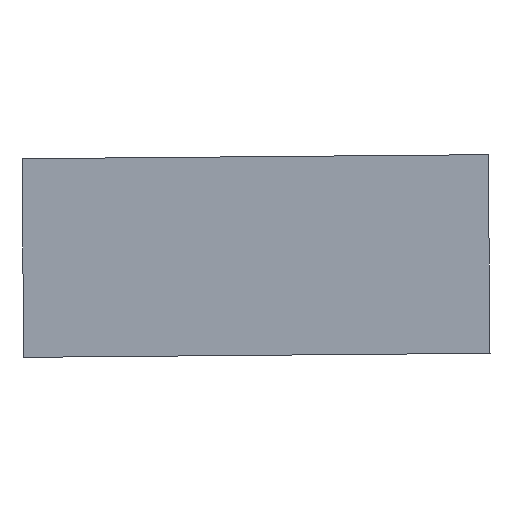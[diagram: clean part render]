
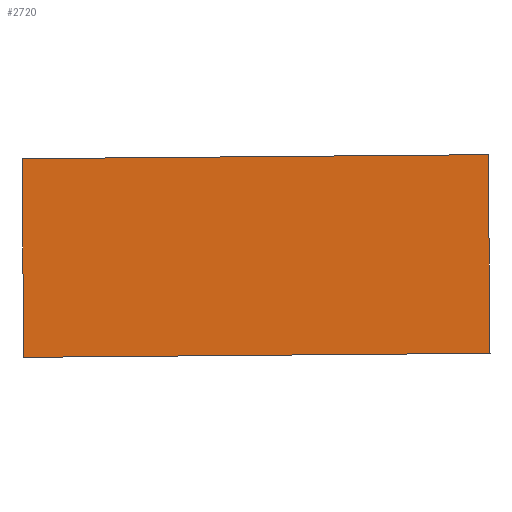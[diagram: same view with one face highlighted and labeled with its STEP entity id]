
A CAD part, left-side view. The second image highlights one B-rep face of the part: STEP entity #2720.
In plain terms, the highlighted planar face has unit normal (-1, 0, 0).
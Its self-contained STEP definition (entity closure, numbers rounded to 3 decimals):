
#287 = LINE ( 'NONE', #3251, #1650 ) ;
#788 = CARTESIAN_POINT ( 'NONE',  ( -18000., 5678.594, -2457.789 ) ) ;
#859 = DIRECTION ( 'NONE',  ( 0., -1., 0.009 ) ) ;
#1072 = CARTESIAN_POINT ( 'NONE',  ( -18000., -19.999, 20.175 ) ) ;
#1138 = DIRECTION ( 'NONE',  ( 0., -1., 0.009 ) ) ;
#1400 = CARTESIAN_POINT ( 'NONE',  ( -18000., 5720.972, 2398.306 ) ) ;
#1533 = EDGE_LOOP ( 'NONE', ( #1880, #3529, #4899, #3508 ) ) ;
#1571 = VECTOR ( 'NONE', #4761, 1000. ) ;
#1650 = VECTOR ( 'NONE', #1745, 1000. ) ;
#1745 = DIRECTION ( 'NONE',  ( 0., 1., -0.009 ) ) ;
#1794 = LINE ( 'NONE', #1400, #1571 ) ;
#1880 = ORIENTED_EDGE ( 'NONE', *, *, #3605, .T. ) ;
#2210 = EDGE_CURVE ( 'NONE', #4273, #3412, #2715, .T. ) ;
#2342 = LINE ( 'NONE', #4575, #4104 ) ;
#2353 = EDGE_CURVE ( 'NONE', #3412, #3212, #2342, .T. ) ;
#2532 = CARTESIAN_POINT ( 'NONE',  ( -18000., -5720.972, -2358.306 ) ) ;
#2715 = LINE ( 'NONE', #788, #4893 ) ;
#2720 = ADVANCED_FACE ( 'NONE', ( #2993 ), #4508, .T. ) ;
#2993 = FACE_OUTER_BOUND ( 'NONE', #1533, .T. ) ;
#3017 = DIRECTION ( 'NONE',  ( -1., 0., 0. ) ) ;
#3212 = VERTEX_POINT ( 'NONE', #3938 ) ;
#3251 = CARTESIAN_POINT ( 'NONE',  ( -18000., 5720.972, 2398.306 ) ) ;
#3412 = VERTEX_POINT ( 'NONE', #2532 ) ;
#3447 = EDGE_CURVE ( 'NONE', #3212, #4576, #287, .T. ) ;
#3476 = CARTESIAN_POINT ( 'NONE',  ( -18000., 5720.972, 2398.306 ) ) ;
#3508 = ORIENTED_EDGE ( 'NONE', *, *, #3447, .T. ) ;
#3529 = ORIENTED_EDGE ( 'NONE', *, *, #2210, .T. ) ;
#3605 = EDGE_CURVE ( 'NONE', #4576, #4273, #1794, .T. ) ;
#3782 = DIRECTION ( 'NONE',  ( 0., 0.009, 1. ) ) ;
#3786 = AXIS2_PLACEMENT_3D ( 'NONE', #1072, #3017, #1138 ) ;
#3938 = CARTESIAN_POINT ( 'NONE',  ( -18000., -5678.594, 2497.789 ) ) ;
#4086 = CARTESIAN_POINT ( 'NONE',  ( -18000., 5678.594, -2457.789 ) ) ;
#4104 = VECTOR ( 'NONE', #3782, 1000. ) ;
#4273 = VERTEX_POINT ( 'NONE', #4086 ) ;
#4508 = PLANE ( 'NONE',  #3786 ) ;
#4575 = CARTESIAN_POINT ( 'NONE',  ( -18000., -5678.594, 2497.789 ) ) ;
#4576 = VERTEX_POINT ( 'NONE', #3476 ) ;
#4761 = DIRECTION ( 'NONE',  ( 0., -0.009, -1. ) ) ;
#4893 = VECTOR ( 'NONE', #859, 1000. ) ;
#4899 = ORIENTED_EDGE ( 'NONE', *, *, #2353, .T. ) ;
